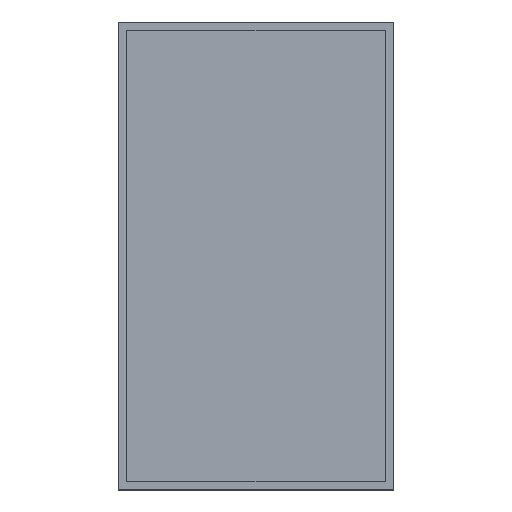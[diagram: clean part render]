
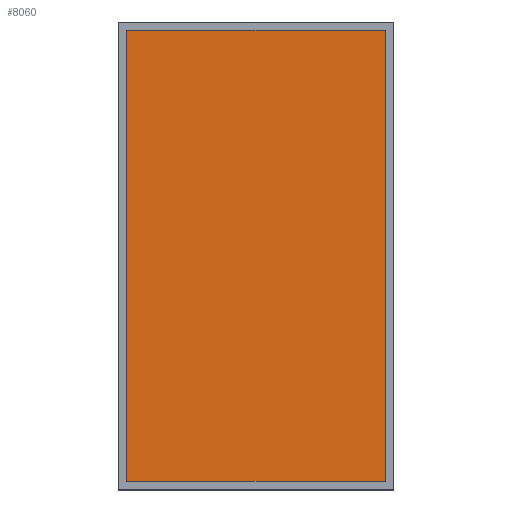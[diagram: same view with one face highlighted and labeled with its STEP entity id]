
A CAD part, top view. The second image highlights one B-rep face of the part: STEP entity #8060.
In plain terms, the highlighted planar face has unit normal (0, 0, 1).
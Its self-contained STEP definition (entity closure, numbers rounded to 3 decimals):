
#7746 = VERTEX_POINT('',#7747);
#7747 = CARTESIAN_POINT('',(-1.55,2.7,1.4));
#7754 = PLANE('',#7755);
#7755 = AXIS2_PLACEMENT_3D('',#7756,#7757,#7758);
#7756 = CARTESIAN_POINT('',(-1.55,2.7,1.3));
#7757 = DIRECTION('',(0.,1.,0.));
#7758 = DIRECTION('',(1.,0.,0.));
#7766 = PLANE('',#7767);
#7767 = AXIS2_PLACEMENT_3D('',#7768,#7769,#7770);
#7768 = CARTESIAN_POINT('',(-1.55,-2.7,1.3));
#7769 = DIRECTION('',(-1.,0.,0.));
#7770 = DIRECTION('',(0.,1.,0.));
#7778 = EDGE_CURVE('',#7746,#7779,#7781,.T.);
#7779 = VERTEX_POINT('',#7780);
#7780 = CARTESIAN_POINT('',(1.55,2.7,1.4));
#7781 = SURFACE_CURVE('',#7782,(#7786,#7793),.PCURVE_S1.);
#7782 = LINE('',#7783,#7784);
#7783 = CARTESIAN_POINT('',(-1.55,2.7,1.4));
#7784 = VECTOR('',#7785,1.);
#7785 = DIRECTION('',(1.,0.,0.));
#7786 = PCURVE('',#7754,#7787);
#7787 = DEFINITIONAL_REPRESENTATION('',(#7788),#7792);
#7788 = LINE('',#7789,#7790);
#7789 = CARTESIAN_POINT('',(0.,-0.1));
#7790 = VECTOR('',#7791,1.);
#7791 = DIRECTION('',(1.,0.));
#7792 = ( GEOMETRIC_REPRESENTATION_CONTEXT(2) 
PARAMETRIC_REPRESENTATION_CONTEXT() REPRESENTATION_CONTEXT('2D SPACE',''
  ) );
#7793 = PCURVE('',#7794,#7799);
#7794 = PLANE('',#7795);
#7795 = AXIS2_PLACEMENT_3D('',#7796,#7797,#7798);
#7796 = CARTESIAN_POINT('',(0.,0.,1.4));
#7797 = DIRECTION('',(0.,0.,-1.));
#7798 = DIRECTION('',(-1.,0.,0.));
#7799 = DEFINITIONAL_REPRESENTATION('',(#7800),#7804);
#7800 = LINE('',#7801,#7802);
#7801 = CARTESIAN_POINT('',(1.55,2.7));
#7802 = VECTOR('',#7803,1.);
#7803 = DIRECTION('',(-1.,0.));
#7804 = ( GEOMETRIC_REPRESENTATION_CONTEXT(2) 
PARAMETRIC_REPRESENTATION_CONTEXT() REPRESENTATION_CONTEXT('2D SPACE',''
  ) );
#7822 = PLANE('',#7823);
#7823 = AXIS2_PLACEMENT_3D('',#7824,#7825,#7826);
#7824 = CARTESIAN_POINT('',(1.55,2.7,1.3));
#7825 = DIRECTION('',(1.,0.,-0.));
#7826 = DIRECTION('',(0.,-1.,0.));
#7864 = EDGE_CURVE('',#7779,#7865,#7867,.T.);
#7865 = VERTEX_POINT('',#7866);
#7866 = CARTESIAN_POINT('',(1.55,-2.7,1.4));
#7867 = SURFACE_CURVE('',#7868,(#7872,#7879),.PCURVE_S1.);
#7868 = LINE('',#7869,#7870);
#7869 = CARTESIAN_POINT('',(1.55,2.7,1.4));
#7870 = VECTOR('',#7871,1.);
#7871 = DIRECTION('',(0.,-1.,0.));
#7872 = PCURVE('',#7822,#7873);
#7873 = DEFINITIONAL_REPRESENTATION('',(#7874),#7878);
#7874 = LINE('',#7875,#7876);
#7875 = CARTESIAN_POINT('',(0.,-0.1));
#7876 = VECTOR('',#7877,1.);
#7877 = DIRECTION('',(1.,0.));
#7878 = ( GEOMETRIC_REPRESENTATION_CONTEXT(2) 
PARAMETRIC_REPRESENTATION_CONTEXT() REPRESENTATION_CONTEXT('2D SPACE',''
  ) );
#7879 = PCURVE('',#7794,#7880);
#7880 = DEFINITIONAL_REPRESENTATION('',(#7881),#7885);
#7881 = LINE('',#7882,#7883);
#7882 = CARTESIAN_POINT('',(-1.55,2.7));
#7883 = VECTOR('',#7884,1.);
#7884 = DIRECTION('',(-0.,-1.));
#7885 = ( GEOMETRIC_REPRESENTATION_CONTEXT(2) 
PARAMETRIC_REPRESENTATION_CONTEXT() REPRESENTATION_CONTEXT('2D SPACE',''
  ) );
#7903 = PLANE('',#7904);
#7904 = AXIS2_PLACEMENT_3D('',#7905,#7906,#7907);
#7905 = CARTESIAN_POINT('',(1.55,-2.7,1.3));
#7906 = DIRECTION('',(0.,-1.,0.));
#7907 = DIRECTION('',(-1.,0.,0.));
#7940 = EDGE_CURVE('',#7865,#7941,#7943,.T.);
#7941 = VERTEX_POINT('',#7942);
#7942 = CARTESIAN_POINT('',(-1.55,-2.7,1.4));
#7943 = SURFACE_CURVE('',#7944,(#7948,#7955),.PCURVE_S1.);
#7944 = LINE('',#7945,#7946);
#7945 = CARTESIAN_POINT('',(1.55,-2.7,1.4));
#7946 = VECTOR('',#7947,1.);
#7947 = DIRECTION('',(-1.,0.,0.));
#7948 = PCURVE('',#7903,#7949);
#7949 = DEFINITIONAL_REPRESENTATION('',(#7950),#7954);
#7950 = LINE('',#7951,#7952);
#7951 = CARTESIAN_POINT('',(0.,-0.1));
#7952 = VECTOR('',#7953,1.);
#7953 = DIRECTION('',(1.,0.));
#7954 = ( GEOMETRIC_REPRESENTATION_CONTEXT(2) 
PARAMETRIC_REPRESENTATION_CONTEXT() REPRESENTATION_CONTEXT('2D SPACE',''
  ) );
#7955 = PCURVE('',#7794,#7956);
#7956 = DEFINITIONAL_REPRESENTATION('',(#7957),#7961);
#7957 = LINE('',#7958,#7959);
#7958 = CARTESIAN_POINT('',(-1.55,-2.7));
#7959 = VECTOR('',#7960,1.);
#7960 = DIRECTION('',(1.,0.));
#7961 = ( GEOMETRIC_REPRESENTATION_CONTEXT(2) 
PARAMETRIC_REPRESENTATION_CONTEXT() REPRESENTATION_CONTEXT('2D SPACE',''
  ) );
#8011 = EDGE_CURVE('',#7941,#7746,#8012,.T.);
#8012 = SURFACE_CURVE('',#8013,(#8017,#8024),.PCURVE_S1.);
#8013 = LINE('',#8014,#8015);
#8014 = CARTESIAN_POINT('',(-1.55,-2.7,1.4));
#8015 = VECTOR('',#8016,1.);
#8016 = DIRECTION('',(0.,1.,0.));
#8017 = PCURVE('',#7766,#8018);
#8018 = DEFINITIONAL_REPRESENTATION('',(#8019),#8023);
#8019 = LINE('',#8020,#8021);
#8020 = CARTESIAN_POINT('',(0.,-0.1));
#8021 = VECTOR('',#8022,1.);
#8022 = DIRECTION('',(1.,0.));
#8023 = ( GEOMETRIC_REPRESENTATION_CONTEXT(2) 
PARAMETRIC_REPRESENTATION_CONTEXT() REPRESENTATION_CONTEXT('2D SPACE',''
  ) );
#8024 = PCURVE('',#7794,#8025);
#8025 = DEFINITIONAL_REPRESENTATION('',(#8026),#8030);
#8026 = LINE('',#8027,#8028);
#8027 = CARTESIAN_POINT('',(1.55,-2.7));
#8028 = VECTOR('',#8029,1.);
#8029 = DIRECTION('',(0.,1.));
#8030 = ( GEOMETRIC_REPRESENTATION_CONTEXT(2) 
PARAMETRIC_REPRESENTATION_CONTEXT() REPRESENTATION_CONTEXT('2D SPACE',''
  ) );
#8060 = ADVANCED_FACE('',(#8061),#7794,.F.);
#8061 = FACE_BOUND('',#8062,.F.);
#8062 = EDGE_LOOP('',(#8063,#8064,#8065,#8066));
#8063 = ORIENTED_EDGE('',*,*,#7778,.T.);
#8064 = ORIENTED_EDGE('',*,*,#7864,.T.);
#8065 = ORIENTED_EDGE('',*,*,#7940,.T.);
#8066 = ORIENTED_EDGE('',*,*,#8011,.T.);
